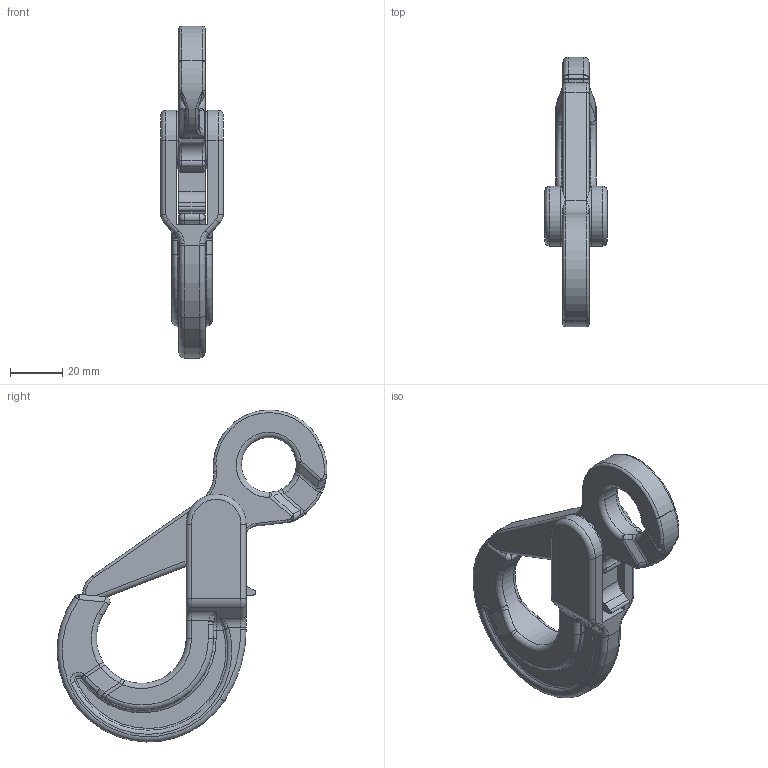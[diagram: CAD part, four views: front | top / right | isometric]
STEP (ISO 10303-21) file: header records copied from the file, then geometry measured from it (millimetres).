
FILE_DESCRIPTION(('CATIA V5 STEP Exchange'),'2;1');
FILE_NAME('8-025-06.stp','2016-01-29T05:54:08+00:00',('none'),('none'),'CATIA Version 5 Release 21 GA (IN-10)','CATIA V5 STEP AP203','none');
FILE_SCHEMA(('CONFIG_CONTROL_DESIGN'));
Length unit declared in the file: millimetre
Products named in the file (1): 8-025-06
Bounding box: 24 x 103.41 x 127.27 mm (x, y, z)
Volume: 60710.1 mm3; surface area: 19436.4 mm2
Topology: 1 solids, 1 shells, 275 faces, 669 edges, 376 vertices
Faces by surface type: cylinder 81, bspline 80, torus 56, plane 40, sphere 12, revolution 6
Entity records: 12010 total; most frequent: CARTESIAN_POINT 6532, ORIENTED_EDGE 1302, DIRECTION 764, EDGE_CURVE 651, AXIS2_PLACEMENT_3D 420, VERTEX_POINT 376, EDGE_LOOP 277, ADVANCED_FACE 275
